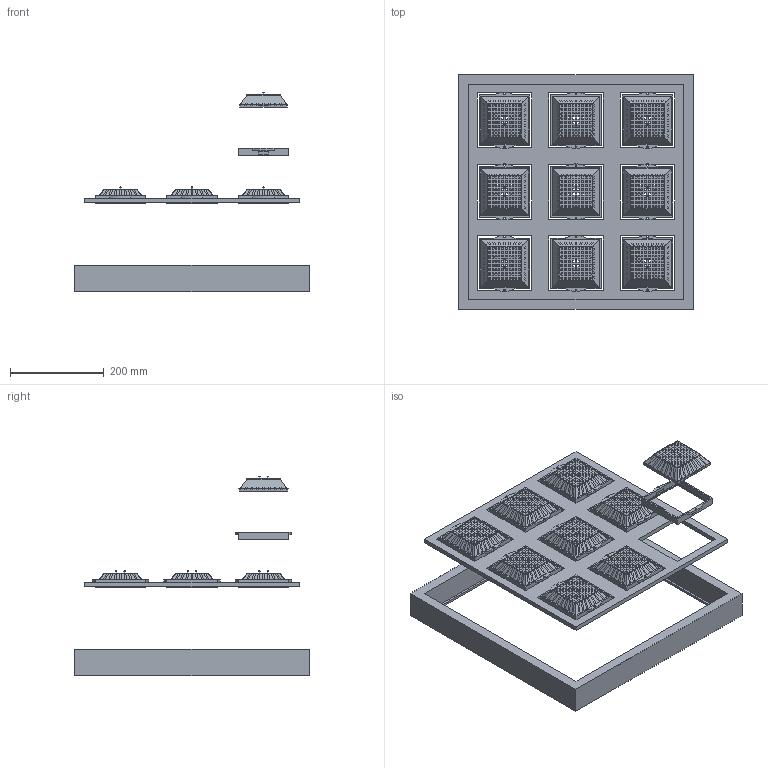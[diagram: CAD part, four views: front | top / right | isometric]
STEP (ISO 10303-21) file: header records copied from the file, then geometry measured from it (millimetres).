
FILE_DESCRIPTION (( 'STEP AP214' ), '1' );
FILE_NAME ('Assembly_Frame&Modules_v1.STEP', '2020-05-07T00:04:10', ( '' ), ( '' ), 'SwSTEP 2.0', 'SolidWorks 2018', '' );
FILE_SCHEMA (( 'AUTOMOTIVE_DESIGN' ));
Length unit declared in the file: millimetre
Products named in the file (5): Foamboard_Cutout_v1; Grid_v3; Assembly_Frame&Modules_v1; Frame_v1; Casing_v1
Assembly tree (20 placements, depth 2):
  Assembly_Frame&Modules_v1
    Casing_v1  x9
    Grid_v3  x9
    Frame_v1
    Foamboard_Cutout_v1
Bounding box: 500 x 500 x 425.55 mm (x, y, z)
Volume: 4506576.5 mm3; surface area: 1382946.9 mm2
Topology: 20 solids, 20 shells, 8598 faces, 21072 edges, 12560 vertices
Faces by surface type: plane 8472, cylinder 90, cone 36
Entity records: 29094 total; most frequent: CARTESIAN_POINT 5021, ORIENTED_EDGE 4960, DIRECTION 4566, EDGE_CURVE 2480, LINE 2436, VECTOR 2436, VERTEX_POINT 1488, EDGE_LOOP 1166
